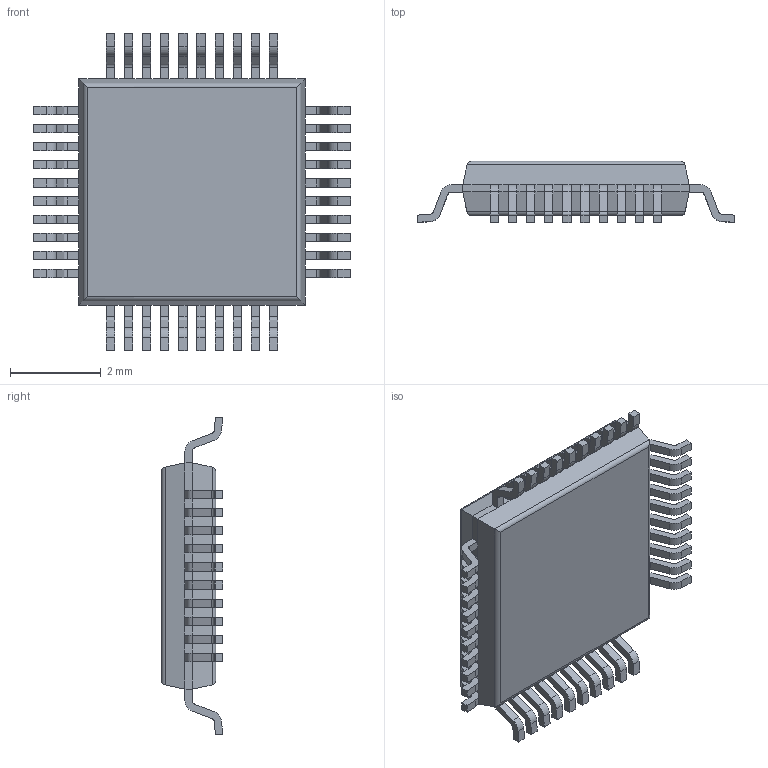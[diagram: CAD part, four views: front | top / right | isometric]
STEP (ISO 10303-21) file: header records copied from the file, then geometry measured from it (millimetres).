
FILE_DESCRIPTION (( 'STEP AP214' ), '1' );
FILE_NAME ('C4A9A632-1009-449A-A7A4-0E92335A4BAC.STEP', '2024-02-20T14:29:35', ( '' ), ( '' ), 'SwSTEP 2.0', 'SolidWorks 2022', '' );
FILE_SCHEMA (( 'AUTOMOTIVE_DESIGN' ));
Length unit declared in the file: millimetre
Products named in the file (1): C4A9A632-1009-449A-A7A4-0E92335A4BAC
Bounding box: 7.02 x 1.35 x 7.02 mm (x, y, z)
Volume: 30.4 mm3; surface area: 106.9 mm2
Topology: 1 solids, 1 shells, 585 faces, 1570 edges, 988 vertices
Faces by surface type: plane 415, cylinder 170
Entity records: 24449 total; most frequent: CARTESIAN_POINT 3168, ORIENTED_EDGE 3140, DIRECTION 3058, EDGE_CURVE 1570, LINE 1238, VECTOR 1238, VERTEX_POINT 988, AXIS2_PLACEMENT_3D 910
